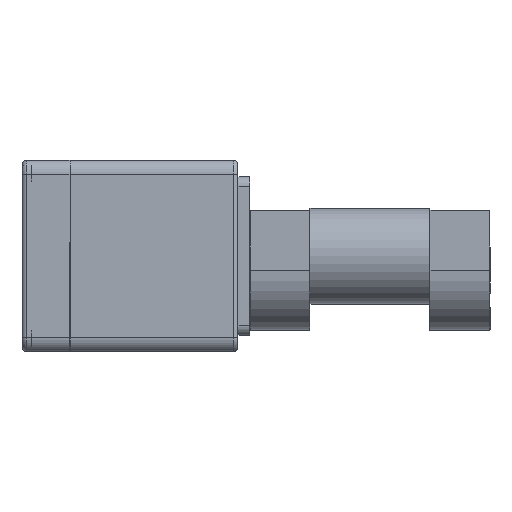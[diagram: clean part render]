
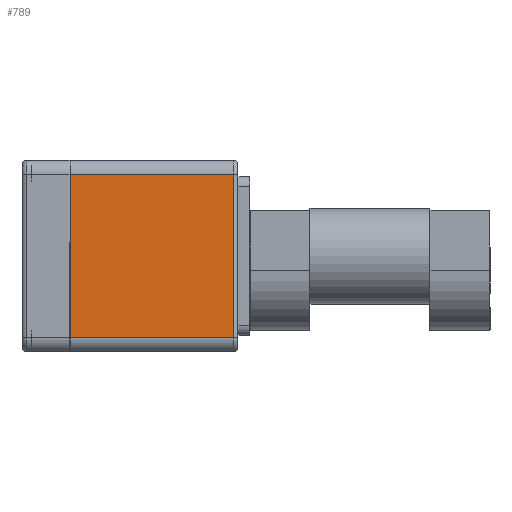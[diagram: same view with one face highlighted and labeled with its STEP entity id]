
A CAD part, front view. The second image highlights one B-rep face of the part: STEP entity #789.
In plain terms, the highlighted face is planar.
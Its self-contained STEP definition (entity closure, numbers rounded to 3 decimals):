
#789 = ADVANCED_FACE( '', ( #1529 ), #1530, .T. );
#1529 = FACE_OUTER_BOUND( '', #2296, .T. );
#1530 = PLANE( '', #2297 );
#2296 = EDGE_LOOP( '', ( #4037, #4038, #4039, #4040 ) );
#2297 = AXIS2_PLACEMENT_3D( '', #4041, #4042, #4043 );
#4037 = ORIENTED_EDGE( '', *, *, #5052, .T. );
#4038 = ORIENTED_EDGE( '', *, *, #5305, .T. );
#4039 = ORIENTED_EDGE( '', *, *, #5034, .F. );
#4040 = ORIENTED_EDGE( '', *, *, #5260, .T. );
#4041 = CARTESIAN_POINT( '', ( 70., 160., 74. ) );
#4042 = DIRECTION( '', ( 0., 1., 0. ) );
#4043 = DIRECTION( '', ( 0., 0., 1. ) );
#5034 = EDGE_CURVE( '', #6290, #5929, #6291, .T. );
#5052 = EDGE_CURVE( '', #6321, #6319, #6322, .T. );
#5260 = EDGE_CURVE( '', #6290, #6321, #6623, .T. );
#5305 = EDGE_CURVE( '', #6319, #5929, #6679, .F. );
#5929 = VERTEX_POINT( '', #7260 );
#6290 = VERTEX_POINT( '', #7736 );
#6291 = LINE( '', #7737, #7738 );
#6319 = VERTEX_POINT( '', #7774 );
#6321 = VERTEX_POINT( '', #7776 );
#6322 = LINE( '', #7777, #7778 );
#6623 = LINE( '', #8177, #8178 );
#6679 = LINE( '', #8258, #8259 );
#7260 = CARTESIAN_POINT( '', ( 2., 160., 74. ) );
#7736 = CARTESIAN_POINT( '', ( 70., 160., 74. ) );
#7737 = CARTESIAN_POINT( '', ( 70., 160., 74. ) );
#7738 = VECTOR( '', #9062, 1000. );
#7774 = CARTESIAN_POINT( '', ( 2., 160., 6. ) );
#7776 = CARTESIAN_POINT( '', ( 70., 160., 6. ) );
#7777 = CARTESIAN_POINT( '', ( 70., 160., 6. ) );
#7778 = VECTOR( '', #9089, 1000. );
#8177 = CARTESIAN_POINT( '', ( 70., 160., 74. ) );
#8178 = VECTOR( '', #9365, 1000. );
#8258 = CARTESIAN_POINT( '', ( 2., 160., 74. ) );
#8259 = VECTOR( '', #9423, 1000. );
#9062 = DIRECTION( '', ( -1., 0., 0. ) );
#9089 = DIRECTION( '', ( -1., 0., 0. ) );
#9365 = DIRECTION( '', ( 0., 0., -1. ) );
#9423 = DIRECTION( '', ( 0., 0., -1. ) );
